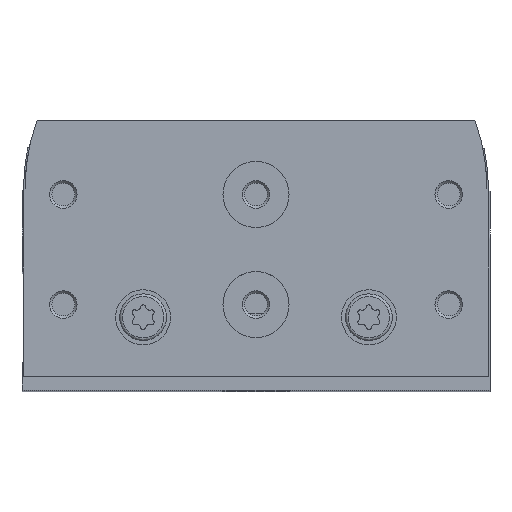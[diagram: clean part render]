
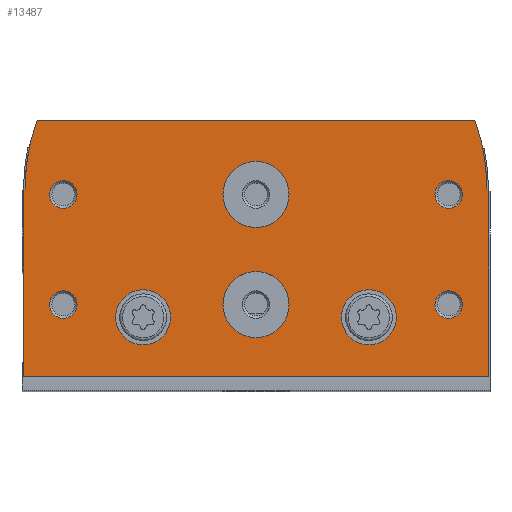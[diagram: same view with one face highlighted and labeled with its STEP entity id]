
A CAD part, top view. The second image highlights one B-rep face of the part: STEP entity #13487.
In plain terms, the highlighted planar face has unit normal (0, 0, 1).
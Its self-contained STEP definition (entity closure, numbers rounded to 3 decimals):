
#549=LINE('',#20936,#1341);
#554=LINE('',#20946,#1346);
#561=LINE('',#20963,#1353);
#567=LINE('',#20975,#1359);
#575=LINE('',#20996,#1367);
#576=LINE('',#21044,#1368);
#1341=VECTOR('',#17085,1000.);
#1346=VECTOR('',#17092,1000.);
#1353=VECTOR('',#17107,1000.);
#1359=VECTOR('',#17117,1000.);
#1367=VECTOR('',#17139,1000.);
#1368=VECTOR('',#17188,1000.);
#1850=PLANE('',#14567);
#3432=ORIENTED_EDGE('',*,*,#6006,.F.);
#3433=ORIENTED_EDGE('',*,*,#6007,.F.);
#3434=ORIENTED_EDGE('',*,*,#6008,.T.);
#3435=ORIENTED_EDGE('',*,*,#6009,.T.);
#3436=ORIENTED_EDGE('',*,*,#6010,.T.);
#3437=ORIENTED_EDGE('',*,*,#6011,.T.);
#3438=ORIENTED_EDGE('',*,*,#6012,.T.);
#3439=ORIENTED_EDGE('',*,*,#6013,.T.);
#3440=ORIENTED_EDGE('',*,*,#5969,.T.);
#3441=ORIENTED_EDGE('',*,*,#5963,.T.);
#3442=ORIENTED_EDGE('',*,*,#5981,.T.);
#3443=ORIENTED_EDGE('',*,*,#5949,.T.);
#3444=ORIENTED_EDGE('',*,*,#5954,.T.);
#3445=ORIENTED_EDGE('',*,*,#5958,.T.);
#3446=ORIENTED_EDGE('',*,*,#6005,.T.);
#3447=ORIENTED_EDGE('',*,*,#5975,.T.);
#5949=EDGE_CURVE('',#7374,#7373,#549,.T.);
#5954=EDGE_CURVE('',#7373,#7377,#554,.T.);
#5958=EDGE_CURVE('',#7377,#7379,#8275,.T.);
#5963=EDGE_CURVE('',#7381,#7383,#561,.T.);
#5969=EDGE_CURVE('',#7387,#7381,#567,.T.);
#5975=EDGE_CURVE('',#7392,#7387,#8277,.T.);
#5981=EDGE_CURVE('',#7383,#7374,#575,.T.);
#6005=EDGE_CURVE('',#7379,#7392,#576,.T.);
#6006=EDGE_CURVE('',#7417,#7417,#8303,.T.);
#6007=EDGE_CURVE('',#7418,#7418,#8304,.T.);
#6008=EDGE_CURVE('',#7419,#7419,#8305,.T.);
#6009=EDGE_CURVE('',#7420,#7420,#8306,.T.);
#6010=EDGE_CURVE('',#7421,#7421,#8307,.T.);
#6011=EDGE_CURVE('',#7422,#7422,#8308,.T.);
#6012=EDGE_CURVE('',#7423,#7423,#8309,.T.);
#6013=EDGE_CURVE('',#7424,#7424,#8310,.T.);
#7373=VERTEX_POINT('',#20935);
#7374=VERTEX_POINT('',#20937);
#7377=VERTEX_POINT('',#20945);
#7379=VERTEX_POINT('',#20952);
#7381=VERTEX_POINT('',#20957);
#7383=VERTEX_POINT('',#20962);
#7387=VERTEX_POINT('',#20973);
#7392=VERTEX_POINT('',#20988);
#7417=VERTEX_POINT('',#21047);
#7418=VERTEX_POINT('',#21049);
#7419=VERTEX_POINT('',#21051);
#7420=VERTEX_POINT('',#21053);
#7421=VERTEX_POINT('',#21055);
#7422=VERTEX_POINT('',#21057);
#7423=VERTEX_POINT('',#21059);
#7424=VERTEX_POINT('',#21061);
#8275=CIRCLE('',#14532,37.);
#8277=CIRCLE('',#14539,37.);
#8303=CIRCLE('',#14568,5.);
#8304=CIRCLE('',#14569,5.);
#8305=CIRCLE('',#14570,6.);
#8306=CIRCLE('',#14571,6.);
#8307=CIRCLE('',#14572,2.5);
#8308=CIRCLE('',#14573,2.5);
#8309=CIRCLE('',#14574,2.5);
#8310=CIRCLE('',#14575,2.5);
#9190=EDGE_LOOP('',(#3432));
#9191=EDGE_LOOP('',(#3433));
#9192=EDGE_LOOP('',(#3434));
#9193=EDGE_LOOP('',(#3435));
#9194=EDGE_LOOP('',(#3436));
#9195=EDGE_LOOP('',(#3437));
#9196=EDGE_LOOP('',(#3438));
#9197=EDGE_LOOP('',(#3439));
#9198=EDGE_LOOP('',(#3440,#3441,#3442,#3443,#3444,#3445,#3446,#3447));
#10200=FACE_BOUND('',#9190,.T.);
#10201=FACE_BOUND('',#9191,.T.);
#10202=FACE_BOUND('',#9192,.T.);
#10203=FACE_BOUND('',#9193,.T.);
#10204=FACE_BOUND('',#9194,.T.);
#10205=FACE_BOUND('',#9195,.T.);
#10206=FACE_BOUND('',#9196,.T.);
#10207=FACE_BOUND('',#9197,.T.);
#10208=FACE_BOUND('',#9198,.T.);
#13487=ADVANCED_FACE('',(#10200,#10201,#10202,#10203,#10204,#10205,#10206,
#10207,#10208),#1850,.T.);
#14532=AXIS2_PLACEMENT_3D('',#20953,#17099,#17100);
#14539=AXIS2_PLACEMENT_3D('',#20987,#17128,#17129);
#14567=AXIS2_PLACEMENT_3D('',#21045,#17189,#17190);
#14568=AXIS2_PLACEMENT_3D('',#21046,#17191,#17192);
#14569=AXIS2_PLACEMENT_3D('',#21048,#17193,#17194);
#14570=AXIS2_PLACEMENT_3D('',#21050,#17195,#17196);
#14571=AXIS2_PLACEMENT_3D('',#21052,#17197,#17198);
#14572=AXIS2_PLACEMENT_3D('',#21054,#17199,#17200);
#14573=AXIS2_PLACEMENT_3D('',#21056,#17201,#17202);
#14574=AXIS2_PLACEMENT_3D('',#21058,#17203,#17204);
#14575=AXIS2_PLACEMENT_3D('',#21060,#17205,#17206);
#17085=DIRECTION('',(0.,1.,0.));
#17092=DIRECTION('',(-0.866,0.5,0.));
#17099=DIRECTION('',(0.,0.,1.));
#17100=DIRECTION('',(1.,0.,0.));
#17107=DIRECTION('',(0.,-1.,0.));
#17117=DIRECTION('',(-0.866,-0.5,0.));
#17128=DIRECTION('',(0.,0.,1.));
#17129=DIRECTION('',(1.,0.,0.));
#17139=DIRECTION('',(1.,0.,0.));
#17188=DIRECTION('',(-1.,0.,0.));
#17189=DIRECTION('',(0.,0.,1.));
#17190=DIRECTION('',(1.,0.,0.));
#17191=DIRECTION('',(0.,0.,1.));
#17192=DIRECTION('',(1.,0.,0.));
#17193=DIRECTION('',(0.,0.,1.));
#17194=DIRECTION('',(1.,0.,0.));
#17195=DIRECTION('',(0.,0.,-1.));
#17196=DIRECTION('',(-1.,0.,0.));
#17197=DIRECTION('',(0.,0.,-1.));
#17198=DIRECTION('',(-1.,0.,0.));
#17199=DIRECTION('',(0.,0.,-1.));
#17200=DIRECTION('',(-1.,0.,0.));
#17201=DIRECTION('',(0.,0.,-1.));
#17202=DIRECTION('',(-1.,0.,0.));
#17203=DIRECTION('',(0.,0.,-1.));
#17204=DIRECTION('',(-1.,0.,0.));
#17205=DIRECTION('',(0.,0.,-1.));
#17206=DIRECTION('',(-1.,0.,0.));
#20935=CARTESIAN_POINT('',(42.25,33.827,0.));
#20936=CARTESIAN_POINT('',(42.25,0.,0.));
#20937=CARTESIAN_POINT('',(42.25,0.,0.));
#20945=CARTESIAN_POINT('',(41.95,34.,0.));
#20946=CARTESIAN_POINT('',(42.25,33.827,0.));
#20952=CARTESIAN_POINT('',(39.775,46.5,0.));
#20953=CARTESIAN_POINT('',(4.95,34.,0.));
#20957=CARTESIAN_POINT('',(-42.25,33.827,0.));
#20962=CARTESIAN_POINT('',(-42.25,0.,0.));
#20963=CARTESIAN_POINT('',(-42.25,33.827,0.));
#20973=CARTESIAN_POINT('',(-41.95,34.,0.));
#20975=CARTESIAN_POINT('',(-41.95,34.,0.));
#20987=CARTESIAN_POINT('',(-4.95,34.,0.));
#20988=CARTESIAN_POINT('',(-39.775,46.5,0.));
#20996=CARTESIAN_POINT('',(-42.25,0.,0.));
#21044=CARTESIAN_POINT('',(39.775,46.5,0.));
#21045=CARTESIAN_POINT('',(4.95,34.,0.));
#21046=CARTESIAN_POINT('',(-20.5,10.7,0.));
#21047=CARTESIAN_POINT('',(-15.5,10.7,0.));
#21048=CARTESIAN_POINT('',(20.5,10.7,0.));
#21049=CARTESIAN_POINT('',(25.5,10.7,0.));
#21050=CARTESIAN_POINT('',(0.,13.,0.));
#21051=CARTESIAN_POINT('',(-6.,13.,0.));
#21052=CARTESIAN_POINT('',(0.,33.,0.));
#21053=CARTESIAN_POINT('',(-6.,33.,0.));
#21054=CARTESIAN_POINT('',(35.,13.,0.));
#21055=CARTESIAN_POINT('',(32.5,13.,0.));
#21056=CARTESIAN_POINT('',(-35.,13.,0.));
#21057=CARTESIAN_POINT('',(-37.5,13.,0.));
#21058=CARTESIAN_POINT('',(-35.,33.,0.));
#21059=CARTESIAN_POINT('',(-37.5,33.,0.));
#21060=CARTESIAN_POINT('',(35.,33.,0.));
#21061=CARTESIAN_POINT('',(32.5,33.,0.));
